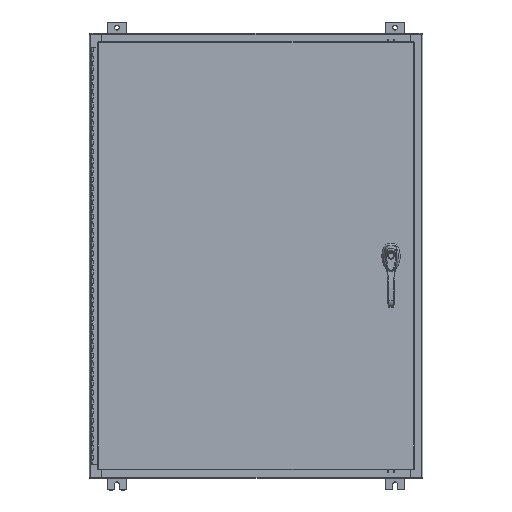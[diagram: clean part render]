
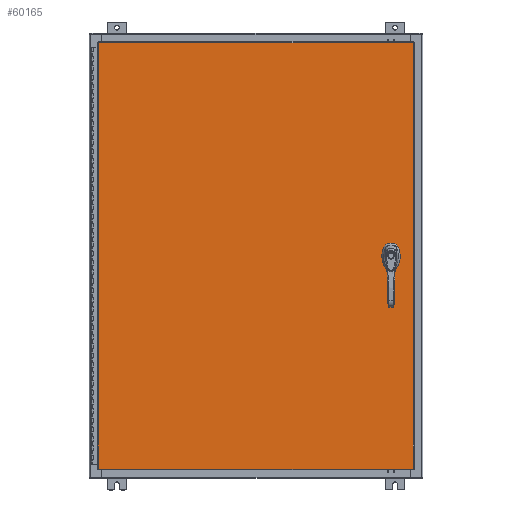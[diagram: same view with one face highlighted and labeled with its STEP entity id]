
A CAD part, top view. The second image highlights one B-rep face of the part: STEP entity #60165.
In plain terms, the highlighted planar face has unit normal (0, 0, 1).
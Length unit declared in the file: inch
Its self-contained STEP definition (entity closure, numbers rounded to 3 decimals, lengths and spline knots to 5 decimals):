
#521 = DIRECTION ( 'NONE',  ( -1., 0., 0. ) ) ;
#689 = DIRECTION ( 'NONE',  ( 0., -1., 0. ) ) ;
#4284 = FACE_BOUND ( 'NONE', #10191, .T. ) ;
#7094 = VERTEX_POINT ( 'NONE', #52948 ) ;
#7267 = LINE ( 'NONE', #107561, #58675 ) ;
#8365 = VERTEX_POINT ( 'NONE', #76001 ) ;
#8427 = DIRECTION ( 'NONE',  ( 1., 0., 0. ) ) ;
#9017 = EDGE_LOOP ( 'NONE', ( #86546, #121655, #97142, #73049 ) ) ;
#10191 = EDGE_LOOP ( 'NONE', ( #119973, #19476, #96944, #39153, #75751, #28501, #24732, #45130 ) ) ;
#11350 = CARTESIAN_POINT ( 'NONE',  ( 14.578, 0., 0. ) ) ;
#12739 = CARTESIAN_POINT ( 'NONE',  ( 14.175, -0.20023, 0. ) ) ;
#13774 = VERTEX_POINT ( 'NONE', #41306 ) ;
#14221 = CARTESIAN_POINT ( 'NONE',  ( 14.578, 0., 0. ) ) ;
#14288 = AXIS2_PLACEMENT_3D ( 'NONE', #17367, #89127, #27708 ) ;
#15009 = CARTESIAN_POINT ( 'NONE',  ( 14.981, -0.20023, 0. ) ) ;
#15331 = VERTEX_POINT ( 'NONE', #43232 ) ;
#15933 = CIRCLE ( 'NONE', #118835, 0.1715 ) ;
#17367 = CARTESIAN_POINT ( 'NONE',  ( 14.578, 0., 0. ) ) ;
#19085 = EDGE_CURVE ( 'NONE', #85256, #7094, #22511, .T. ) ;
#19274 = VECTOR ( 'NONE', #8427, 39.37008 ) ;
#19476 = ORIENTED_EDGE ( 'NONE', *, *, #70230, .F. ) ;
#19980 = DIRECTION ( 'NONE',  ( 0., 0., 1. ) ) ;
#20712 = CARTESIAN_POINT ( 'NONE',  ( 16.9903, 23.0063, 0. ) ) ;
#21701 = DIRECTION ( 'NONE',  ( 1., 0., 0. ) ) ;
#22511 = LINE ( 'NONE', #69925, #19274 ) ;
#24546 = DIRECTION ( 'NONE',  ( 1., 0., 0. ) ) ;
#24732 = ORIENTED_EDGE ( 'NONE', *, *, #61821, .F. ) ;
#24841 = CARTESIAN_POINT ( 'NONE',  ( 0., 0., 0. ) ) ;
#26383 = VECTOR ( 'NONE', #104769, 39.37008 ) ;
#27708 = DIRECTION ( 'NONE',  ( 1., 0., 0. ) ) ;
#27892 = LINE ( 'NONE', #20712, #106415 ) ;
#28501 = ORIENTED_EDGE ( 'NONE', *, *, #131559, .F. ) ;
#28694 = EDGE_CURVE ( 'NONE', #32020, #74661, #15933, .T. ) ;
#31254 = DIRECTION ( 'NONE',  ( 0., 0., 1. ) ) ;
#32020 = VERTEX_POINT ( 'NONE', #77418 ) ;
#32377 = VERTEX_POINT ( 'NONE', #12739 ) ;
#34042 = DIRECTION ( 'NONE',  ( -1., 0., 0. ) ) ;
#34434 = CARTESIAN_POINT ( 'NONE',  ( 14.981, 0., 0. ) ) ;
#37496 = AXIS2_PLACEMENT_3D ( 'NONE', #14221, #85985, #24546 ) ;
#37678 = AXIS2_PLACEMENT_3D ( 'NONE', #24841, #117146, #55821 ) ;
#38551 = EDGE_CURVE ( 'NONE', #15331, #38738, #7267, .T. ) ;
#38738 = VERTEX_POINT ( 'NONE', #51114 ) ;
#39153 = ORIENTED_EDGE ( 'NONE', *, *, #87459, .F. ) ;
#41306 = CARTESIAN_POINT ( 'NONE',  ( -16.9903, 23.0063, 0. ) ) ;
#41378 = EDGE_CURVE ( 'NONE', #74661, #32020, #94966, .T. ) ;
#42283 = LINE ( 'NONE', #44743, #66347 ) ;
#43232 = CARTESIAN_POINT ( 'NONE',  ( -16.9903, -23.0063, 0. ) ) ;
#44743 = CARTESIAN_POINT ( 'NONE',  ( 16.9903, -23.0063, 0. ) ) ;
#45083 = PLANE ( 'NONE',  #37678 ) ;
#45130 = ORIENTED_EDGE ( 'NONE', *, *, #121749, .F. ) ;
#47111 = AXIS2_PLACEMENT_3D ( 'NONE', #114641, #53323, #124925 ) ;
#48991 = VECTOR ( 'NONE', #34042, 39.37008 ) ;
#49796 = CIRCLE ( 'NONE', #47111, 0.45 ) ;
#50105 = VERTEX_POINT ( 'NONE', #89681 ) ;
#51114 = CARTESIAN_POINT ( 'NONE',  ( 16.9903, -23.0063, 0. ) ) ;
#51870 = CARTESIAN_POINT ( 'NONE',  ( 14.175, 0., 0. ) ) ;
#52948 = CARTESIAN_POINT ( 'NONE',  ( 14.77823, -0.403, 0. ) ) ;
#53323 = DIRECTION ( 'NONE',  ( 0., 0., 1. ) ) ;
#54280 = VERTEX_POINT ( 'NONE', #15009 ) ;
#55286 = CARTESIAN_POINT ( 'NONE',  ( 14.37777, -0.403, 0. ) ) ;
#55644 = FACE_BOUND ( 'NONE', #81834, .T. ) ;
#55821 = DIRECTION ( 'NONE',  ( -1., 0., 0. ) ) ;
#56547 = DIRECTION ( 'NONE',  ( 1., 0., 0. ) ) ;
#58310 = CARTESIAN_POINT ( 'NONE',  ( 14.981, 0.20023, 0. ) ) ;
#58477 = CIRCLE ( 'NONE', #14288, 0.45 ) ;
#58675 = VECTOR ( 'NONE', #56547, 39.37008 ) ;
#58730 = CARTESIAN_POINT ( 'NONE',  ( 14.37777, 0.403, 0. ) ) ;
#58815 = VECTOR ( 'NONE', #106074, 39.37008 ) ;
#60165 = ADVANCED_FACE ( 'NONE', ( #55644, #106909, #4284 ), #45083, .F. ) ;
#61821 = EDGE_CURVE ( 'NONE', #50105, #73973, #76199, .T. ) ;
#64098 = VERTEX_POINT ( 'NONE', #129868 ) ;
#64485 = EDGE_CURVE ( 'NONE', #8365, #13774, #27892, .T. ) ;
#64534 = ORIENTED_EDGE ( 'NONE', *, *, #41378, .F. ) ;
#64551 = CARTESIAN_POINT ( 'NONE',  ( 0., 0.403, 0. ) ) ;
#66347 = VECTOR ( 'NONE', #85929, 39.37008 ) ;
#66810 = EDGE_CURVE ( 'NONE', #122926, #54280, #86022, .T. ) ;
#67706 = AXIS2_PLACEMENT_3D ( 'NONE', #11350, #83133, #21701 ) ;
#69925 = CARTESIAN_POINT ( 'NONE',  ( 0., -0.403, 0. ) ) ;
#70230 = EDGE_CURVE ( 'NONE', #7094, #54280, #58477, .T. ) ;
#73049 = ORIENTED_EDGE ( 'NONE', *, *, #131504, .T. ) ;
#73973 = VERTEX_POINT ( 'NONE', #58730 ) ;
#74661 = VERTEX_POINT ( 'NONE', #77854 ) ;
#75088 = CIRCLE ( 'NONE', #67706, 0.45 ) ;
#75751 = ORIENTED_EDGE ( 'NONE', *, *, #77063, .F. ) ;
#76001 = CARTESIAN_POINT ( 'NONE',  ( 16.9903, 23.0063, 0. ) ) ;
#76199 = LINE ( 'NONE', #64551, #48991 ) ;
#77063 = EDGE_CURVE ( 'NONE', #64098, #32377, #118167, .T. ) ;
#77418 = CARTESIAN_POINT ( 'NONE',  ( 14.4065, -1.338, 0. ) ) ;
#77854 = CARTESIAN_POINT ( 'NONE',  ( 14.7495, -1.338, 0. ) ) ;
#80886 = LINE ( 'NONE', #114187, #26383 ) ;
#81377 = CARTESIAN_POINT ( 'NONE',  ( 14.578, -1.338, 0. ) ) ;
#81834 = EDGE_LOOP ( 'NONE', ( #64534, #119414 ) ) ;
#83133 = DIRECTION ( 'NONE',  ( 0., 0., 1. ) ) ;
#85256 = VERTEX_POINT ( 'NONE', #55286 ) ;
#85929 = DIRECTION ( 'NONE',  ( 0., 1., 0. ) ) ;
#85985 = DIRECTION ( 'NONE',  ( 0., 0., 1. ) ) ;
#86022 = LINE ( 'NONE', #34434, #58815 ) ;
#86546 = ORIENTED_EDGE ( 'NONE', *, *, #38551, .T. ) ;
#87459 = EDGE_CURVE ( 'NONE', #32377, #85256, #49796, .T. ) ;
#89127 = DIRECTION ( 'NONE',  ( 0., 0., 1. ) ) ;
#89681 = CARTESIAN_POINT ( 'NONE',  ( 14.77823, 0.403, 0. ) ) ;
#91713 = DIRECTION ( 'NONE',  ( 1., 0., 0. ) ) ;
#92633 = CARTESIAN_POINT ( 'NONE',  ( 14.578, -1.338, 0. ) ) ;
#94131 = VECTOR ( 'NONE', #689, 39.37008 ) ;
#94966 = CIRCLE ( 'NONE', #100810, 0.1715 ) ;
#96944 = ORIENTED_EDGE ( 'NONE', *, *, #19085, .F. ) ;
#97142 = ORIENTED_EDGE ( 'NONE', *, *, #64485, .T. ) ;
#100810 = AXIS2_PLACEMENT_3D ( 'NONE', #81377, #19980, #91713 ) ;
#102925 = DIRECTION ( 'NONE',  ( 1., 0., 0. ) ) ;
#104769 = DIRECTION ( 'NONE',  ( 0., -1., 0. ) ) ;
#106074 = DIRECTION ( 'NONE',  ( 0., -1., 0. ) ) ;
#106415 = VECTOR ( 'NONE', #521, 39.37008 ) ;
#106909 = FACE_OUTER_BOUND ( 'NONE', #9017, .T. ) ;
#107561 = CARTESIAN_POINT ( 'NONE',  ( -16.9903, -23.0063, 0. ) ) ;
#114187 = CARTESIAN_POINT ( 'NONE',  ( -16.9903, 23.0063, 0. ) ) ;
#114641 = CARTESIAN_POINT ( 'NONE',  ( 14.578, 0., 0. ) ) ;
#115466 = EDGE_CURVE ( 'NONE', #38738, #8365, #42283, .T. ) ;
#117146 = DIRECTION ( 'NONE',  ( 0., 0., -1. ) ) ;
#118167 = LINE ( 'NONE', #51870, #94131 ) ;
#118835 = AXIS2_PLACEMENT_3D ( 'NONE', #92633, #31254, #102925 ) ;
#119414 = ORIENTED_EDGE ( 'NONE', *, *, #28694, .F. ) ;
#119973 = ORIENTED_EDGE ( 'NONE', *, *, #66810, .T. ) ;
#121655 = ORIENTED_EDGE ( 'NONE', *, *, #115466, .T. ) ;
#121749 = EDGE_CURVE ( 'NONE', #122926, #50105, #75088, .T. ) ;
#122926 = VERTEX_POINT ( 'NONE', #58310 ) ;
#124925 = DIRECTION ( 'NONE',  ( 1., 0., 0. ) ) ;
#129868 = CARTESIAN_POINT ( 'NONE',  ( 14.175, 0.20023, 0. ) ) ;
#131504 = EDGE_CURVE ( 'NONE', #13774, #15331, #80886, .T. ) ;
#131559 = EDGE_CURVE ( 'NONE', #73973, #64098, #132152, .T. ) ;
#132152 = CIRCLE ( 'NONE', #37496, 0.45 ) ;
